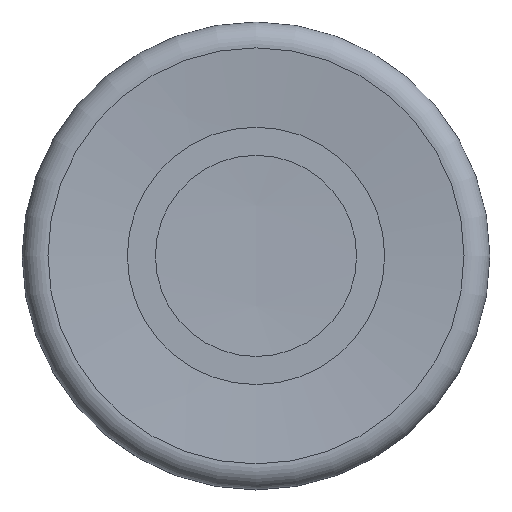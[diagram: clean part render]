
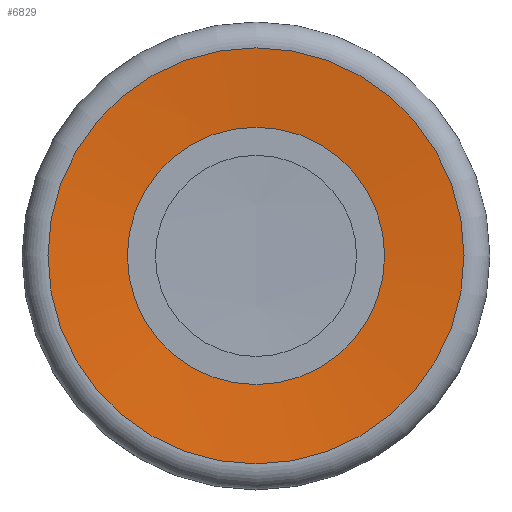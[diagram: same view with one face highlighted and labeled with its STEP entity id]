
A CAD part, top view. The second image highlights one B-rep face of the part: STEP entity #6829.
In plain terms, the highlighted spherical face has radius 41.817 mm.
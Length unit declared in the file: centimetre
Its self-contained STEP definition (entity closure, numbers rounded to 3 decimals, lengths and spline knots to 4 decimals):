
#40=SPHERICAL_SURFACE('',#7224,4.1817);
#1902=FACE_BOUND('',#2288,.T.);
#1923=FACE_OUTER_BOUND('',#2287,.T.);
#2287=EDGE_LOOP('',(#4512));
#2288=EDGE_LOOP('',(#4513));
#2668=CIRCLE('',#7223,0.275);
#2669=CIRCLE('',#7225,0.4447);
#2804=VERTEX_POINT('',#9672);
#2805=VERTEX_POINT('',#9676);
#3470=EDGE_CURVE('',#2804,#2804,#2668,.T.);
#3472=EDGE_CURVE('',#2805,#2805,#2669,.T.);
#4512=ORIENTED_EDGE('',*,*,#3472,.F.);
#4513=ORIENTED_EDGE('',*,*,#3470,.T.);
#6829=ADVANCED_FACE('',(#1923,#1902),#40,.F.);
#7223=AXIS2_PLACEMENT_3D('',#9673,#7772,#7773);
#7224=AXIS2_PLACEMENT_3D('',#9675,#7775,#7776);
#7225=AXIS2_PLACEMENT_3D('',#9677,#7777,#7778);
#7772=DIRECTION('center_axis',(0.,0.,
-1.));
#7773=DIRECTION('ref_axis',(0.,1.,0.));
#7775=DIRECTION('center_axis',(1.,0.,0.));
#7776=DIRECTION('ref_axis',(0.,1.,0.));
#7777=DIRECTION('center_axis',(0.,0.,
-1.));
#7778=DIRECTION('ref_axis',(0.,1.,0.));
#9672=CARTESIAN_POINT('',(0.,-0.275,0.9401));
#9673=CARTESIAN_POINT('Origin',(0.,0.,
0.9401));
#9675=CARTESIAN_POINT('Origin',(0.,0.,
5.1127));
#9676=CARTESIAN_POINT('',(-0.4447,0.,0.9547));
#9677=CARTESIAN_POINT('Origin',(0.,0.,
0.9547));
